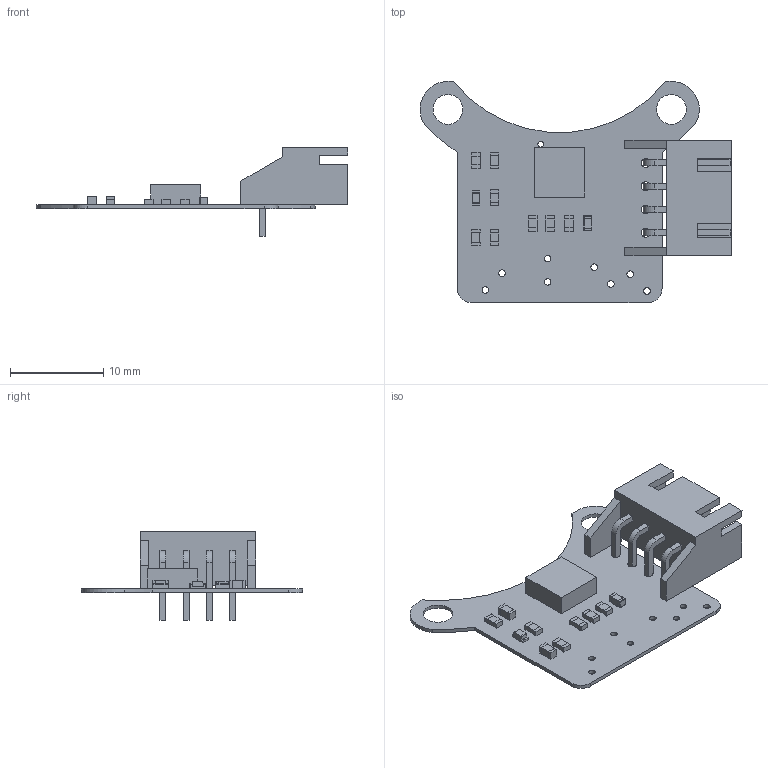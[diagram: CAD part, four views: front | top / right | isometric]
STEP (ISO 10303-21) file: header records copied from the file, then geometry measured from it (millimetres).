
FILE_DESCRIPTION(('Open CASCADE Model'),'2;1');
FILE_NAME('Open CASCADE Shape Model','2015-09-12T18:27:32',('Author'),( 'Open CASCADE'),'Open CASCADE STEP processor 6.8','Open CASCADE 6.8' ,'Unknown');
FILE_SCHEMA(('AUTOMOTIVE_DESIGN { 1 0 10303 214 1 1 1 1 }'));
Length unit declared in the file: millimetre
Products named in the file (23): PCB; Board; R2; RES_0603_(1608_metric); R1; C2; CAP_0603; C3; LED1; LED_0603_APT1608_RED; R3; R4; R5; R6; U1; 95836200; Extruded; L1; 742792623; Lötende; P2; S4B-XH-A_RGB15269887
Assembly tree (29 placements, depth 4):
  PCB
    Board
    R2
      RES_0603_(1608_metric)
    R1
      RES_0603_(1608_metric)
    C2
      CAP_0603
    C3
      CAP_0603
    LED1
      LED_0603_APT1608_RED
    R3
      RES_0603_(1608_metric)
    R4
      RES_0603_(1608_metric)
    R5
      RES_0603_(1608_metric)
    R6
      RES_0603_(1608_metric)
    U1
      95836200
        Extruded
    L1
      742792623
        742792623
        Lötende  x2
    P2
      S4B-XH-A_RGB15269887
Bounding box: 33.49 x 23.75 x 9.55 mm (x, y, z)
Volume: 595 mm3; surface area: 1904.4 mm2
Topology: 15 solids, 15 shells, 439 faces, 1121 edges, 718 vertices
Faces by surface type: plane 376, cylinder 55, sphere 8
Full cylindrical faces by diameter (mm): 0.6 x4, 0.7 x2, 0.711 x6, 0.95 x4, 3.2 x2
Entity records: 19639 total; most frequent: CARTESIAN_POINT 5330, DIRECTION 2379, LINE 1617, VECTOR 1617, ORIENTED_EDGE 1262, PCURVE 1262, DEFINITIONAL_REPRESENTATION 1262, EDGE_CURVE 631
